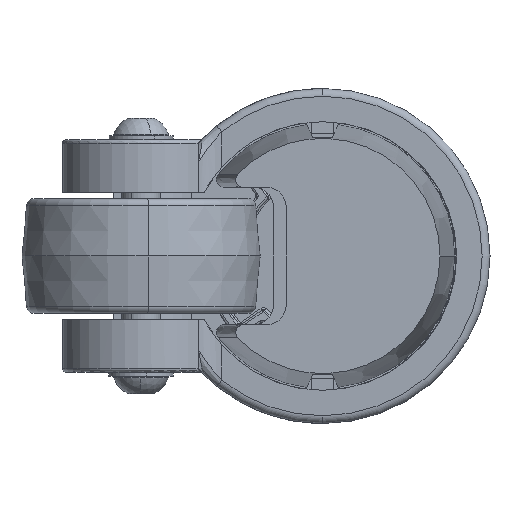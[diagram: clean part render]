
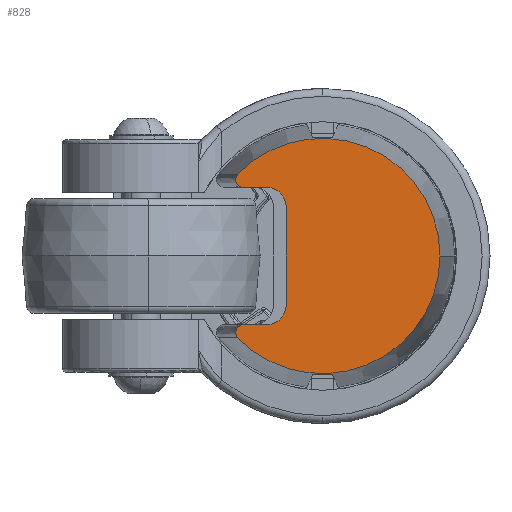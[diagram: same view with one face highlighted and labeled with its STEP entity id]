
A CAD part, front view. The second image highlights one B-rep face of the part: STEP entity #828.
In plain terms, the highlighted planar face has unit normal (0, -1, 0).
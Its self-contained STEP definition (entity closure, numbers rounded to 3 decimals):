
#111 = DIRECTION ( 'NONE',  ( 0., 1., 0. ) ) ;
#740 = CARTESIAN_POINT ( 'NONE',  ( 17.5, 0., -20.083 ) ) ;
#782 = DIRECTION ( 'NONE',  ( 0., 0., 1. ) ) ;
#828 = ADVANCED_FACE ( '�����1', ( #19312 ), #17200, .F. ) ;
#1375 = DIRECTION ( 'NONE',  ( 0., 0., 1. ) ) ;
#1484 = ORIENTED_EDGE ( 'NONE', *, *, #5320, .F. ) ;
#2155 = AXIS2_PLACEMENT_3D ( 'NONE', #21270, #14822, #4432 ) ;
#2496 = CARTESIAN_POINT ( 'NONE',  ( 0., 0., 30. ) ) ;
#2665 = CARTESIAN_POINT ( 'NONE',  ( 0., 0., 0. ) ) ;
#2728 = CARTESIAN_POINT ( 'NONE',  ( 19.084, 0., -22.063 ) ) ;
#3153 = EDGE_CURVE ( '������1', #7967, #17736, #23669, .T. ) ;
#3542 = CARTESIAN_POINT ( 'NONE',  ( 17.5, 0., -14.25 ) ) ;
#3794 = CARTESIAN_POINT ( 'NONE',  ( -19.67, 0., -22.1 ) ) ;
#4114 = ORIENTED_EDGE ( 'NONE', *, *, #26700, .F. ) ;
#4432 = DIRECTION ( 'NONE',  ( 0., 0., 1. ) ) ;
#4458 = LINE ( 'NONE', #13134, #17693 ) ;
#4562 = CARTESIAN_POINT ( 'NONE',  ( 20.238, 0., -21.966 ) ) ;
#4694 = CARTESIAN_POINT ( 'NONE',  ( 17.5, 0., -20.28 ) ) ;
#4804 = CARTESIAN_POINT ( 'NONE',  ( -12.5, 0., -14.25 ) ) ;
#4853 = CARTESIAN_POINT ( 'NONE',  ( 18.534, 0., -21.858 ) ) ;
#4981 = CARTESIAN_POINT ( 'NONE',  ( 20.887, 0., -21.534 ) ) ;
#5211 = VERTEX_POINT ( 'NONE', #16003 ) ;
#5320 = EDGE_CURVE ( 'NONE', #22501, #12401, #11755, .T. ) ;
#5335 = CARTESIAN_POINT ( 'NONE',  ( 17.5, 0., -24.367 ) ) ;
#5760 = EDGE_LOOP ( 'NONE', ( #1484, #12963, #4114, #21557, #11101, #16940, #13774, #26785, #10476 ) ) ;
#5766 = CARTESIAN_POINT ( 'NONE',  ( -17.723, 0., -21.027 ) ) ;
#5810 = CARTESIAN_POINT ( 'NONE',  ( 12.5, 0., -9.25 ) ) ;
#6140 = CARTESIAN_POINT ( 'NONE',  ( 0., 0., 0. ) ) ;
#6654 = CARTESIAN_POINT ( 'NONE',  ( 18.891, 0., -22.012 ) ) ;
#7715 = CARTESIAN_POINT ( 'NONE',  ( -18.068, 0., -21.502 ) ) ;
#7967 = VERTEX_POINT ( 'NONE', #27329 ) ;
#8407 = DIRECTION ( 'NONE',  ( 0., 1., 0. ) ) ;
#9401 = DIRECTION ( 'NONE',  ( 0., 0., 1. ) ) ;
#9813 = CARTESIAN_POINT ( 'NONE',  ( -18.892, 0., -22.012 ) ) ;
#9922 = CARTESIAN_POINT ( 'NONE',  ( 17.5, 0., -20.083 ) ) ;
#10078 = EDGE_CURVE ( 'NONE', #11055, #25965, #24813, .T. ) ;
#10085 = CARTESIAN_POINT ( 'NONE',  ( -18.535, 0., -21.858 ) ) ;
#10282 = EDGE_CURVE ( 'NONE', #11055, #5211, #4458, .T. ) ;
#10360 = CARTESIAN_POINT ( 'NONE',  ( -20.24, 0., -21.965 ) ) ;
#10476 = ORIENTED_EDGE ( 'NONE', *, *, #25360, .T. ) ;
#10573 = VECTOR ( 'NONE', #19428, 1000. ) ;
#10982 = CARTESIAN_POINT ( 'NONE',  ( 20.746, 0., -21.672 ) ) ;
#11055 = VERTEX_POINT ( 'NONE', #27685 ) ;
#11101 = ORIENTED_EDGE ( 'NONE', *, *, #15677, .T. ) ;
#11127 = CARTESIAN_POINT ( 'NONE',  ( -17.5, 0., -9.25 ) ) ;
#11654 = CIRCLE ( 'NONE', #26007, 30. ) ;
#11755 = LINE ( 'NONE', #5335, #15104 ) ;
#12313 = B_SPLINE_CURVE_WITH_KNOTS ( 'NONE', 3,
 ( #27373, #20779, #21191, #10360, #18948, #3794, #27496, #22903, #9813, #10085, #26950, #7715, #16286, #5766, #18680, #24837, #18824, #25133 ),
 .UNSPECIFIED., .F., .F.,
 ( 4, 2, 2, 2, 2, 2, 2, 2, 4 ),
 ( 0., 0.001, 0.001, 0.002, 0.002, 0.003, 0.003, 0.004, 0.005 ),
 .UNSPECIFIED. ) ;
#12401 = VERTEX_POINT ( 'NONE', #3542 ) ;
#12708 = DIRECTION ( 'NONE',  ( 0., 0., -1. ) ) ;
#12963 = ORIENTED_EDGE ( 'NONE', *, *, #24740, .T. ) ;
#13037 = CARTESIAN_POINT ( 'NONE',  ( 20.887, 0., -21.534 ) ) ;
#13134 = CARTESIAN_POINT ( 'NONE',  ( -17.5, 0., -24.367 ) ) ;
#13244 = CARTESIAN_POINT ( 'NONE',  ( 20.053, 0., -22.029 ) ) ;
#13358 = DIRECTION ( 'NONE',  ( 0., 1., 0. ) ) ;
#13414 = CIRCLE ( 'NONE', #15671, 5. ) ;
#13774 = ORIENTED_EDGE ( 'NONE', *, *, #10078, .T. ) ;
#14078 = AXIS2_PLACEMENT_3D ( 'NONE', #4804, #13358, #9401 ) ;
#14718 = DIRECTION ( 'NONE',  ( 0., 1., 0. ) ) ;
#14822 = DIRECTION ( 'NONE',  ( 0., 1., 0. ) ) ;
#15104 = VECTOR ( 'NONE', #782, 1000. ) ;
#15144 = AXIS2_PLACEMENT_3D ( 'NONE', #6140, #14718, #1375 ) ;
#15214 = B_SPLINE_CURVE_WITH_KNOTS ( 'NONE', 3,
 ( #740, #4694, #21977, #17481, #15496, #17194, #23798, #24077, #4853, #6654, #2728, #15355, #17339, #13244, #4562, #15231, #10982, #4981 ),
 .UNSPECIFIED., .F., .F.,
 ( 4, 2, 2, 2, 2, 2, 2, 2, 4 ),
 ( 0., 0.001, 0.001, 0.002, 0.002, 0.003, 0.003, 0.004, 0.005 ),
 .UNSPECIFIED. ) ;
#15231 = CARTESIAN_POINT ( 'NONE',  ( 20.587, 0., -21.785 ) ) ;
#15355 = CARTESIAN_POINT ( 'NONE',  ( 19.471, 0., -22.107 ) ) ;
#15496 = CARTESIAN_POINT ( 'NONE',  ( 17.722, 0., -21.027 ) ) ;
#15671 = AXIS2_PLACEMENT_3D ( 'NONE', #23309, #8407, #22758 ) ;
#15677 = EDGE_CURVE ( 'NONE', #7967, #5211, #12313, .T. ) ;
#16003 = CARTESIAN_POINT ( 'NONE',  ( -17.5, 0., -20.083 ) ) ;
#16286 = CARTESIAN_POINT ( 'NONE',  ( -17.936, 0., -21.354 ) ) ;
#16940 = ORIENTED_EDGE ( 'NONE', *, *, #10282, .F. ) ;
#17194 = CARTESIAN_POINT ( 'NONE',  ( 17.935, 0., -21.353 ) ) ;
#17200 = PLANE ( 'NONE',  #2155 ) ;
#17339 = CARTESIAN_POINT ( 'NONE',  ( 19.668, 0., -22.1 ) ) ;
#17481 = CARTESIAN_POINT ( 'NONE',  ( 17.64, 0., -20.848 ) ) ;
#17693 = VECTOR ( 'NONE', #12708, 1000. ) ;
#17736 = VERTEX_POINT ( 'NONE', #2496 ) ;
#18680 = CARTESIAN_POINT ( 'NONE',  ( -17.64, 0., -20.849 ) ) ;
#18824 = CARTESIAN_POINT ( 'NONE',  ( -17.5, 0., -20.28 ) ) ;
#18948 = CARTESIAN_POINT ( 'NONE',  ( -20.053, 0., -22.029 ) ) ;
#19312 = FACE_OUTER_BOUND ( 'NONE', #5760, .T. ) ;
#19428 = DIRECTION ( 'NONE',  ( -1., 0., 0. ) ) ;
#19626 = EDGE_CURVE ( 'NONE', #20869, #25965, #21562, .T. ) ;
#20779 = CARTESIAN_POINT ( 'NONE',  ( -20.746, 0., -21.672 ) ) ;
#20869 = VERTEX_POINT ( 'NONE', #5810 ) ;
#21191 = CARTESIAN_POINT ( 'NONE',  ( -20.588, 0., -21.785 ) ) ;
#21270 = CARTESIAN_POINT ( 'NONE',  ( 0., 0., 0. ) ) ;
#21557 = ORIENTED_EDGE ( 'NONE', *, *, #3153, .F. ) ;
#21562 = LINE ( 'NONE', #11127, #10573 ) ;
#21977 = CARTESIAN_POINT ( 'NONE',  ( 17.528, 0., -20.472 ) ) ;
#22501 = VERTEX_POINT ( 'NONE', #9922 ) ;
#22758 = DIRECTION ( 'NONE',  ( 0., 0., 1. ) ) ;
#22903 = CARTESIAN_POINT ( 'NONE',  ( -19.085, 0., -22.063 ) ) ;
#23309 = CARTESIAN_POINT ( 'NONE',  ( 12.5, 0., -14.25 ) ) ;
#23669 = CIRCLE ( 'NONE', #15144, 30. ) ;
#23798 = CARTESIAN_POINT ( 'NONE',  ( 18.067, 0., -21.502 ) ) ;
#24077 = CARTESIAN_POINT ( 'NONE',  ( 18.364, 0., -21.753 ) ) ;
#24152 = DIRECTION ( 'NONE',  ( 0., 0., 1. ) ) ;
#24494 = VERTEX_POINT ( 'NONE', #13037 ) ;
#24740 = EDGE_CURVE ( 'NONE', #22501, #24494, #15214, .T. ) ;
#24813 = CIRCLE ( 'NONE', #14078, 5. ) ;
#24837 = CARTESIAN_POINT ( 'NONE',  ( -17.528, 0., -20.473 ) ) ;
#25133 = CARTESIAN_POINT ( 'NONE',  ( -17.5, 0., -20.083 ) ) ;
#25360 = EDGE_CURVE ( 'NONE', #20869, #12401, #13414, .T. ) ;
#25510 = CARTESIAN_POINT ( 'NONE',  ( -12.5, 0., -9.25 ) ) ;
#25965 = VERTEX_POINT ( 'NONE', #25510 ) ;
#26007 = AXIS2_PLACEMENT_3D ( 'NONE', #2665, #111, #24152 ) ;
#26700 = EDGE_CURVE ( '������1', #17736, #24494, #11654, .T. ) ;
#26785 = ORIENTED_EDGE ( 'NONE', *, *, #19626, .F. ) ;
#26950 = CARTESIAN_POINT ( 'NONE',  ( -18.365, 0., -21.753 ) ) ;
#27329 = CARTESIAN_POINT ( 'NONE',  ( -20.887, 0., -21.534 ) ) ;
#27373 = CARTESIAN_POINT ( 'NONE',  ( -20.887, 0., -21.534 ) ) ;
#27496 = CARTESIAN_POINT ( 'NONE',  ( -19.471, 0., -22.107 ) ) ;
#27685 = CARTESIAN_POINT ( 'NONE',  ( -17.5, 0., -14.25 ) ) ;
